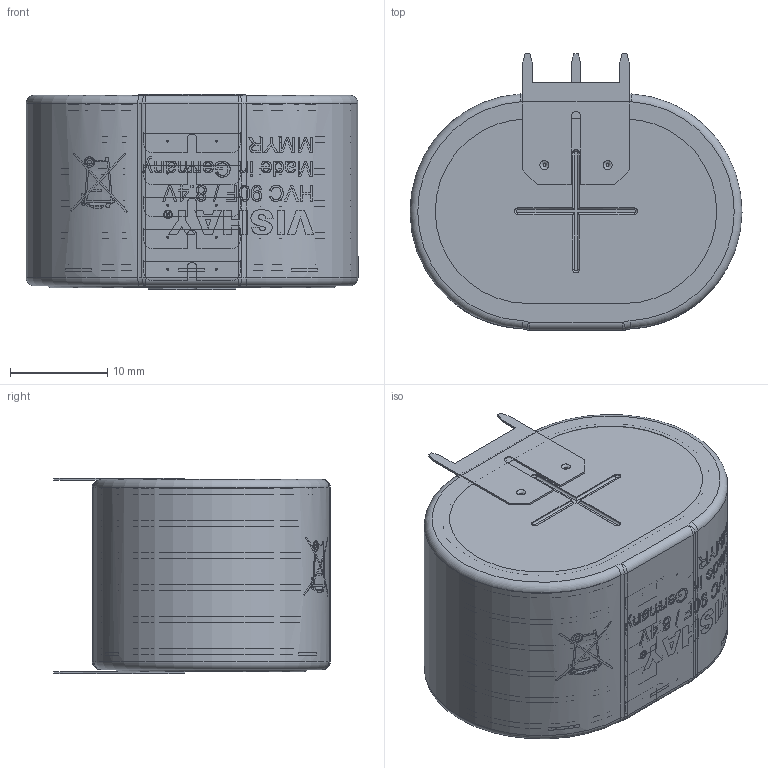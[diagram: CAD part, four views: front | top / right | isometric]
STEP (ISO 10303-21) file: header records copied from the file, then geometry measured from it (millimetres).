
FILE_DESCRIPTION(/* description */ (''),/* implementation_level */ '2;1');
FILE_NAME(/* name */ '719248-401.stp',/* time_stamp */ '2018-08-03T14:13:06+07:00',/* author */ ('IAriyanto'),/* organization */ (''),/* preprocessor_version */ 'ST-DEVELOPER v15.6',/* originating_system */ 'Autodesk Inventor 2015',/* authorisation */ '');
FILE_SCHEMA (('AUTOMOTIVE_DESIGN { 1 0 10303 214 3 1 1 }'));
Length unit declared in the file: millimetre
Products named in the file (6): 712334-401 (HVC 90F); Printed Sleeve; 710747; 713508 Singgle PC tag - without notch; 713512-Double PC tag - without notch; 719248-401
Assembly tree (14 placements, depth 2):
  719248-401
    712334-401 (HVC 90F)  x6
    Printed Sleeve
    710747  x5
    713508 Singgle PC tag - without notch
    713512-Double PC tag - without notch
Bounding box: 34.2 x 28.51 x 20.1 mm (x, y, z)
Volume: 16775.8 mm3; surface area: 16498.8 mm2
Topology: 15 solids, 17 shells, 1505 faces, 3970 edges, 2590 vertices
Faces by surface type: plane 698, cylinder 381, bspline 254, torus 112, sphere 60
Full cylindrical faces by diameter (mm): 0.191 x1, 0.391 x1, 0.774 x1
Entity records: 32657 total; most frequent: CARTESIAN_POINT 10080, ORIENTED_EDGE 4766, DIRECTION 3941, EDGE_CURVE 2383, VERTEX_POINT 1590, LINE 1353, VECTOR 1353, AXIS2_PLACEMENT_3D 1294
